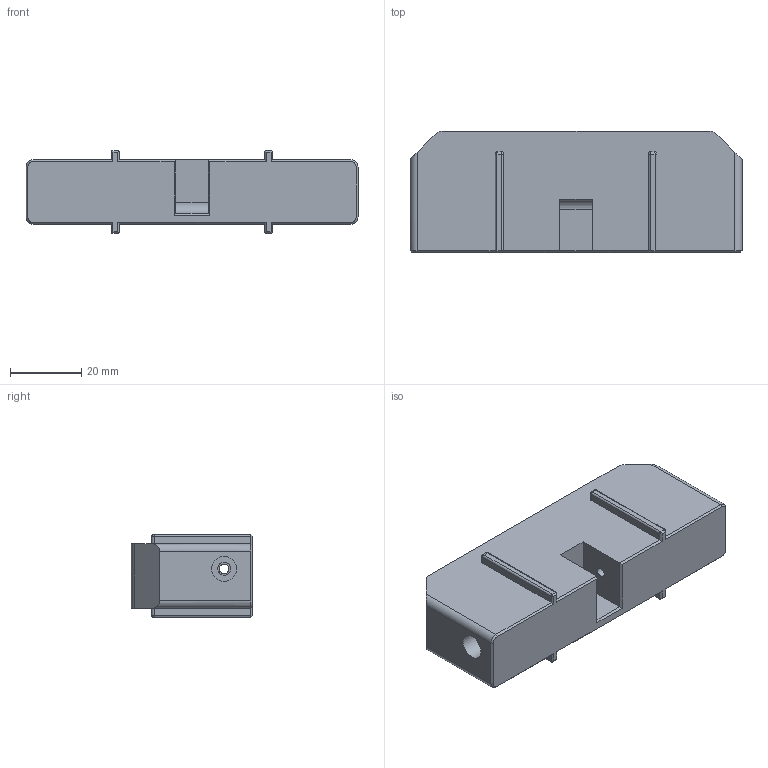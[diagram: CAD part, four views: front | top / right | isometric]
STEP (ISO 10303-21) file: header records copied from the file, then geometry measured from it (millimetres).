
FILE_DESCRIPTION(/* description */ (''),/* implementation_level */ '2;1');
FILE_NAME(/* name */ 'follower v1.step',/* time_stamp */ '2022-11-20T17:22:36-05:00',/* author */ (''),/* organization */ (''),/* preprocessor_version */ 'ST-DEVELOPER v19.2',/* originating_system */ 'Autodesk Translation Framework v11.17.0.187',/* authorisation */ '');
FILE_SCHEMA (('AUTOMOTIVE_DESIGN { 1 0 10303 214 3 1 1 }'));
Length unit declared in the file: millimetre
Products named in the file (1): follower
Bounding box: 93 x 34 x 23.2 mm (x, y, z)
Volume: 52572.8 mm3; surface area: 12643.2 mm2
Topology: 1 solids, 1 shells, 105 faces, 262 edges, 152 vertices
Faces by surface type: plane 55, cylinder 30, cone 12, bspline 8
Full cylindrical faces by diameter (mm): 2.7 x1, 3.6 x1, 7 x1
Entity records: 3396 total; most frequent: CARTESIAN_POINT 936, ORIENTED_EDGE 508, DIRECTION 490, EDGE_CURVE 254, LINE 182, VECTOR 182, AXIS2_PLACEMENT_3D 154, VERTEX_POINT 152
